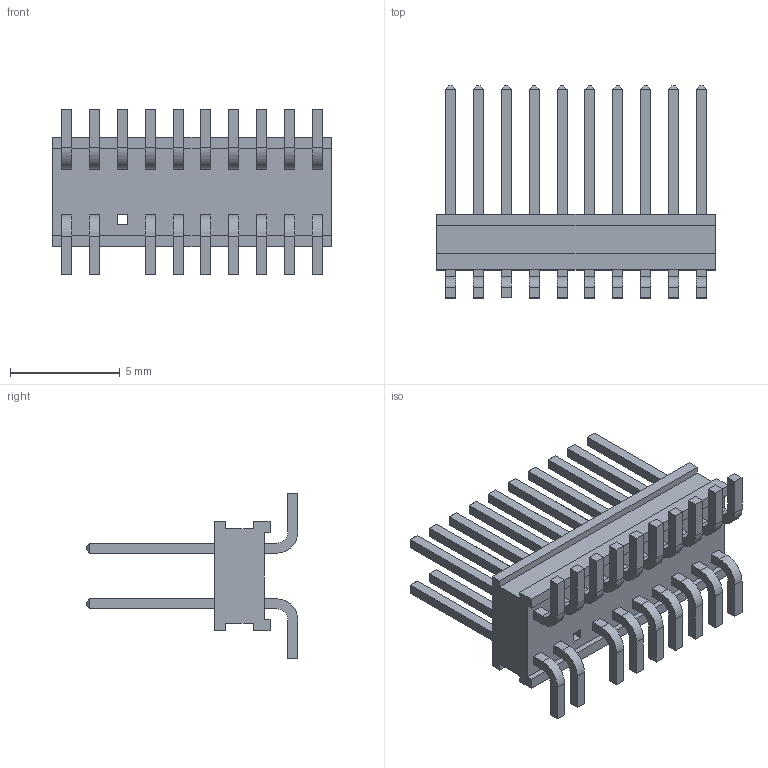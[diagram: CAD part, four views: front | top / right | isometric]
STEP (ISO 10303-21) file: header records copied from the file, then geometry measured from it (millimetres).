
FILE_DESCRIPTION( ( 'STEP AP214' ), '1' );
FILE_NAME( 'FTR-110-01-L-D-06-TR.stp', '2021-07-01T14:49:48', ( 'License CC BY-ND 4.0' ), ( 'CADENAS' ), ' ', 'PARTsolutions', ' ' );
FILE_SCHEMA( ( 'AUTOMOTIVE_DESIGN { 1 0 10303 214 1 1 1 1 }' ) );
Length unit declared in the file: inch
Products named in the file (3): FTR-110-01-L-D-06-TR; _FTR-110-01-L-D-006-TR_body; _FTR-110-01-L-D-006-TR_pins
Assembly tree (2 placements, depth 2):
  FTR-110-01-L-D-06-TR
    _FTR-110-01-L-D-006-TR_body
    _FTR-110-01-L-D-006-TR_pins
Bounding box: 12.7 x 9.65 x 7.52 mm (x, y, z)
Volume: 194.1 mm3; surface area: 799.1 mm2
Topology: 2 solids, 2 shells, 442 faces, 1148 edges, 740 vertices
Faces by surface type: plane 404, cylinder 38
Entity records: 16870 total; most frequent: CARTESIAN_POINT 2333, ORIENTED_EDGE 2296, DIRECTION 2114, EDGE_CURVE 1148, LINE 1072, VECTOR 1072, VERTEX_POINT 740, AXIS2_PLACEMENT_3D 521
